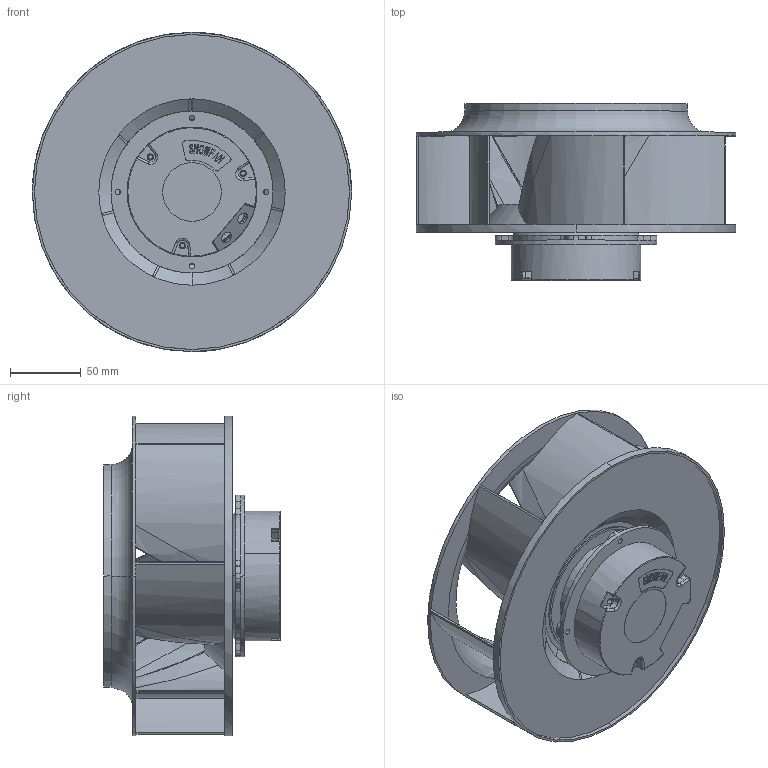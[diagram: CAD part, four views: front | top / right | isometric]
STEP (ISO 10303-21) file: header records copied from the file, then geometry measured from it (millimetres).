
FILE_DESCRIPTION((''),'2;1');
FILE_NAME('22599-72_ASM','2016-09-29T',('Administrator'),(''),'PRO/ENGINEER BY PARAMETRIC TECHNOLOGY CORPORATION, 2010280','PRO/ENGINEER BY PARAMETRIC TECHNOLOGY CORPORATION, 2010280','');
FILE_SCHEMA(('CONFIG_CONTROL_DESIGN'));
Products named in the file (16): PRT0001_14; PRT0004_6; PRT0008_1; PRT0009_12; TIEXIN_1; XINXIAJIA_5; 54-9SHANGXIANJIA_1; CITIAO_1; JIBAN_1; XINPIAN_1; ASM0001_ASM_4_ASM_ASM_ASM; PRT0006; ASM0001_ASM_ASM_ASM_ASM; 45; EC133_ASM_ASM; 22599-72_ASM
Assembly tree (17 placements, depth 5):
  22599-72_ASM
    EC133_ASM_ASM
      ASM0001_ASM_ASM_ASM_ASM
        ASM0001_ASM_4_ASM_ASM_ASM
          PRT0001_14
          PRT0004_6
          PRT0008_1
          PRT0009_12
          TIEXIN_1
          XINXIAJIA_5
          54-9SHANGXIANJIA_1
          CITIAO_1
          JIBAN_1
          XINPIAN_1  x3
        PRT0006
      45
Bounding box: 225.8 x 125 x 225.8 mm (x, y, z)
Volume: 469241.6 mm3; surface area: 407360.8 mm2
Topology: 14 solids, 15 shells, 2233 faces, 6557 edges, 4405 vertices
Faces by surface type: plane 1133, cylinder 964, bspline 46, cone 42, torus 39, revolution 7, sphere 2
Entity records: 78752 total; most frequent: CARTESIAN_POINT 17591, ORIENTED_EDGE 13014, DIRECTION 12953, EDGE_CURVE 6507, AXIS2_PLACEMENT_3D 4587, VERTEX_POINT 4373, VECTOR 3772, LINE 3772
